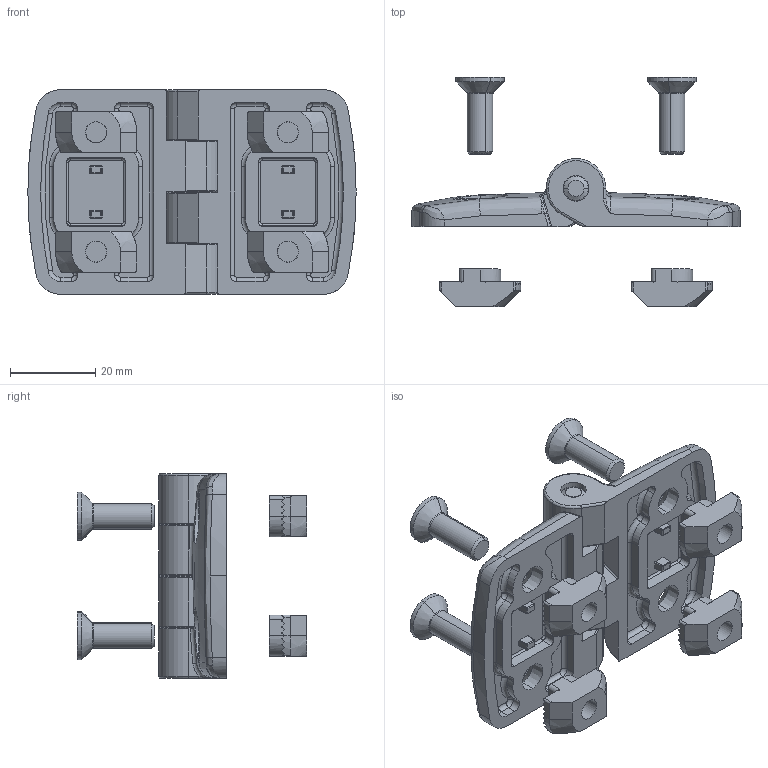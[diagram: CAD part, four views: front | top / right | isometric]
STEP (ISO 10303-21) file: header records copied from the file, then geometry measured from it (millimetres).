
FILE_DESCRIPTION (( 'STEP AP214' ), '1' );
FILE_NAME ('095A4040FS20S01.STEP', '2021-08-31T07:19:38', ( '' ), ( '' ), 'SwSTEP 2.0', 'SolidWorks 2021', '' );
FILE_SCHEMA (( 'AUTOMOTIVE_DESIGN' ));
Length unit declared in the file: millimetre
Products named in the file (7): 095a40f_095A40FS20; 340me383_Standard; 095a4040f_095A4040FS20; 096h10430_096 h 10 6 30; 095K.02E_095A.02E; Countersunk head screw ISO 10642 - M6x18_ISO 10642 - M6 ; 095A4040FS20S01
Assembly tree (16 placements, depth 3):
  095A4040FS20S01
    095a4040f_095A4040FS20
      095K.02E_095A.02E
      340me383_Standard  x4
      095a40f_095A40FS20  x2
    096h10430_096 h 10 6 30  x4
    Countersunk head screw ISO 10642 - M6x18_ISO 10642 - M6   x4
Bounding box: 77 x 53.78 x 48 mm (x, y, z)
Volume: 28805.7 mm3; surface area: 21529.1 mm2
Topology: 15 solids, 15 shells, 1101 faces, 2800 edges, 1721 vertices
Faces by surface type: plane 452, cylinder 369, torus 110, cone 108, bspline 62
Entity records: 17714 total; most frequent: CARTESIAN_POINT 4829, ORIENTED_EDGE 2688, DIRECTION 2643, EDGE_CURVE 1344, AXIS2_PLACEMENT_3D 1016, VERTEX_POINT 826, VECTOR 611, LINE 611
